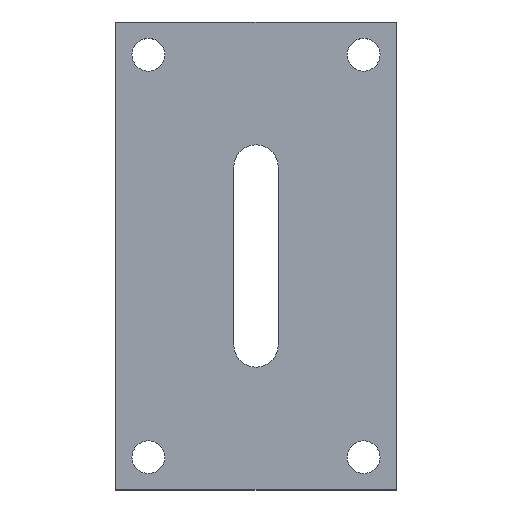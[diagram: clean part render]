
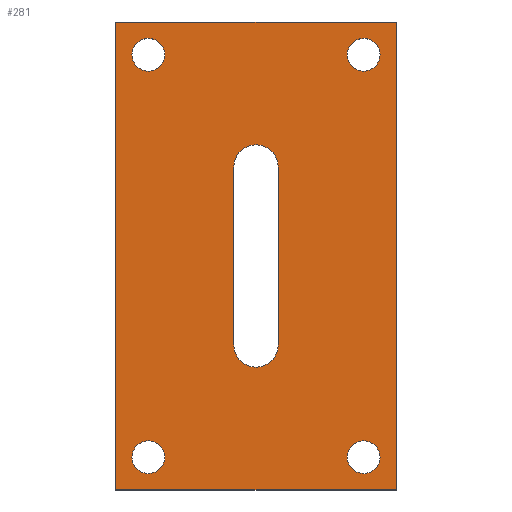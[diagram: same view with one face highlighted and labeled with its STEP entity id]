
A CAD part, top view. The second image highlights one B-rep face of the part: STEP entity #281.
In plain terms, the highlighted planar face has unit normal (0, 0, 1).
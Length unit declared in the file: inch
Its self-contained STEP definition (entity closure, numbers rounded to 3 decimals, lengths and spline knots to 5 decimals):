
#15=FACE_BOUND('',#70,.T.);
#16=FACE_BOUND('',#71,.T.);
#17=FACE_BOUND('',#72,.T.);
#18=FACE_BOUND('',#73,.T.);
#19=FACE_BOUND('',#74,.T.);
#26=CIRCLE('',#300,0.09338);
#28=CIRCLE('',#304,0.09338);
#29=CIRCLE('',#306,0.0689);
#31=CIRCLE('',#309,0.0689);
#33=CIRCLE('',#312,0.0689);
#35=CIRCLE('',#315,0.0689);
#55=FACE_OUTER_BOUND('',#69,.T.);
#69=EDGE_LOOP('',(#237,#238,#239,#240));
#70=EDGE_LOOP('',(#241));
#71=EDGE_LOOP('',(#242));
#72=EDGE_LOOP('',(#243));
#73=EDGE_LOOP('',(#244));
#74=EDGE_LOOP('',(#245,#246,#247,#248));
#83=LINE('',#409,#107);
#87=LINE('',#421,#111);
#95=LINE('',#457,#119);
#98=LINE('',#463,#122);
#101=LINE('',#469,#125);
#104=LINE('',#473,#128);
#107=VECTOR('',#329,0.3937);
#111=VECTOR('',#341,0.3937);
#119=VECTOR('',#381,0.3937);
#122=VECTOR('',#386,0.3937);
#125=VECTOR('',#391,0.3937);
#128=VECTOR('',#396,0.3937);
#131=VERTEX_POINT('',#406);
#132=VERTEX_POINT('',#408);
#134=VERTEX_POINT('',#414);
#136=VERTEX_POINT('',#420);
#137=VERTEX_POINT('',#427);
#139=VERTEX_POINT('',#433);
#141=VERTEX_POINT('',#439);
#143=VERTEX_POINT('',#445);
#147=VERTEX_POINT('',#454);
#148=VERTEX_POINT('',#456);
#150=VERTEX_POINT('',#462);
#152=VERTEX_POINT('',#468);
#155=EDGE_CURVE('',#132,#131,#83,.T.);
#158=EDGE_CURVE('',#134,#132,#26,.T.);
#161=EDGE_CURVE('',#136,#134,#87,.T.);
#164=EDGE_CURVE('',#131,#136,#28,.T.);
#165=EDGE_CURVE('',#137,#137,#29,.T.);
#168=EDGE_CURVE('',#139,#139,#31,.T.);
#171=EDGE_CURVE('',#141,#141,#33,.T.);
#174=EDGE_CURVE('',#143,#143,#35,.T.);
#179=EDGE_CURVE('',#148,#147,#95,.T.);
#182=EDGE_CURVE('',#150,#148,#98,.T.);
#185=EDGE_CURVE('',#152,#150,#101,.T.);
#188=EDGE_CURVE('',#147,#152,#104,.T.);
#237=ORIENTED_EDGE('',*,*,#188,.T.);
#238=ORIENTED_EDGE('',*,*,#185,.T.);
#239=ORIENTED_EDGE('',*,*,#182,.T.);
#240=ORIENTED_EDGE('',*,*,#179,.T.);
#241=ORIENTED_EDGE('',*,*,#174,.T.);
#242=ORIENTED_EDGE('',*,*,#171,.T.);
#243=ORIENTED_EDGE('',*,*,#168,.T.);
#244=ORIENTED_EDGE('',*,*,#165,.T.);
#245=ORIENTED_EDGE('',*,*,#164,.T.);
#246=ORIENTED_EDGE('',*,*,#161,.T.);
#247=ORIENTED_EDGE('',*,*,#158,.T.);
#248=ORIENTED_EDGE('',*,*,#155,.T.);
#267=PLANE('',#321);
#281=ADVANCED_FACE('',(#55,#15,#16,#17,#18,#19),#267,.T.);
#300=AXIS2_PLACEMENT_3D('',#415,#335,#336);
#304=AXIS2_PLACEMENT_3D('',#425,#347,#348);
#306=AXIS2_PLACEMENT_3D('',#428,#351,#352);
#309=AXIS2_PLACEMENT_3D('',#434,#358,#359);
#312=AXIS2_PLACEMENT_3D('',#440,#365,#366);
#315=AXIS2_PLACEMENT_3D('',#446,#372,#373);
#321=AXIS2_PLACEMENT_3D('',#474,#397,#398);
#329=DIRECTION('',(0.,1.,0.));
#335=DIRECTION('center_axis',(0.,0.,-1.));
#336=DIRECTION('ref_axis',(-1.,0.,0.));
#341=DIRECTION('',(0.,-1.,0.));
#347=DIRECTION('center_axis',(0.,0.,-1.));
#348=DIRECTION('ref_axis',(1.,0.,0.));
#351=DIRECTION('center_axis',(0.,0.,-1.));
#352=DIRECTION('ref_axis',(1.,0.,0.));
#358=DIRECTION('center_axis',(0.,0.,-1.));
#359=DIRECTION('ref_axis',(1.,0.,0.));
#365=DIRECTION('center_axis',(0.,0.,-1.));
#366=DIRECTION('ref_axis',(1.,0.,0.));
#372=DIRECTION('center_axis',(0.,0.,-1.));
#373=DIRECTION('ref_axis',(1.,0.,0.));
#381=DIRECTION('',(0.,-1.,0.));
#386=DIRECTION('',(-1.,0.,0.));
#391=DIRECTION('',(0.,1.,0.));
#396=DIRECTION('',(1.,0.,0.));
#397=DIRECTION('center_axis',(0.,0.,1.));
#398=DIRECTION('ref_axis',(1.,0.,0.));
#406=CARTESIAN_POINT('',(-182.38931,-172.10995,0.032));
#408=CARTESIAN_POINT('',(-182.38931,-172.85856,0.032));
#409=CARTESIAN_POINT('',(-182.38931,-172.10995,0.032));
#414=CARTESIAN_POINT('',(-182.20255,-172.85856,0.032));
#415=CARTESIAN_POINT('Origin',(-182.29593,-172.85856,0.032));
#420=CARTESIAN_POINT('',(-182.20255,-172.10995,0.032));
#421=CARTESIAN_POINT('',(-182.20255,-172.85856,0.032));
#425=CARTESIAN_POINT('Origin',(-182.29593,-172.10995,0.032));
#427=CARTESIAN_POINT('',(-182.81758,-173.33071,0.032));
#428=CARTESIAN_POINT('Origin',(-182.74868,-173.33071,0.032));
#433=CARTESIAN_POINT('',(-181.91207,-173.33071,0.032));
#434=CARTESIAN_POINT('Origin',(-181.84317,-173.33071,0.032));
#439=CARTESIAN_POINT('',(-182.81758,-171.6378,0.032));
#440=CARTESIAN_POINT('Origin',(-182.74868,-171.6378,0.032));
#445=CARTESIAN_POINT('',(-181.91207,-171.6378,0.032));
#446=CARTESIAN_POINT('Origin',(-181.84317,-171.6378,0.032));
#454=CARTESIAN_POINT('',(-182.88648,-173.46851,0.032));
#456=CARTESIAN_POINT('',(-182.88648,-171.50001,0.032));
#457=CARTESIAN_POINT('',(-182.88648,-173.46851,0.032));
#462=CARTESIAN_POINT('',(-181.70538,-171.50001,0.032));
#463=CARTESIAN_POINT('',(-182.88648,-171.50001,0.032));
#468=CARTESIAN_POINT('',(-181.70538,-173.46851,0.032));
#469=CARTESIAN_POINT('',(-181.70538,-171.50001,0.032));
#473=CARTESIAN_POINT('',(-181.70538,-173.46851,0.032));
#474=CARTESIAN_POINT('Origin',(-182.29593,-172.48426,0.032));
